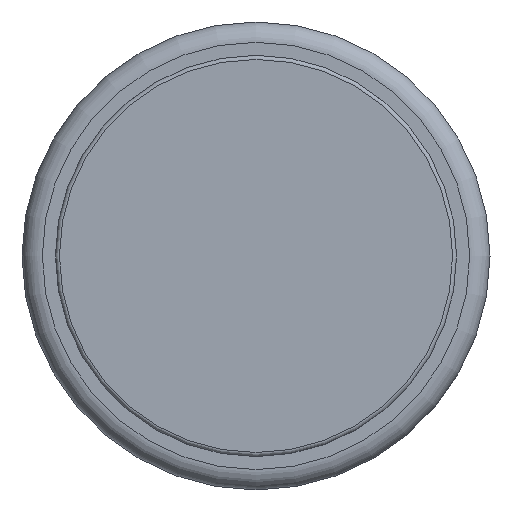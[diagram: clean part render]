
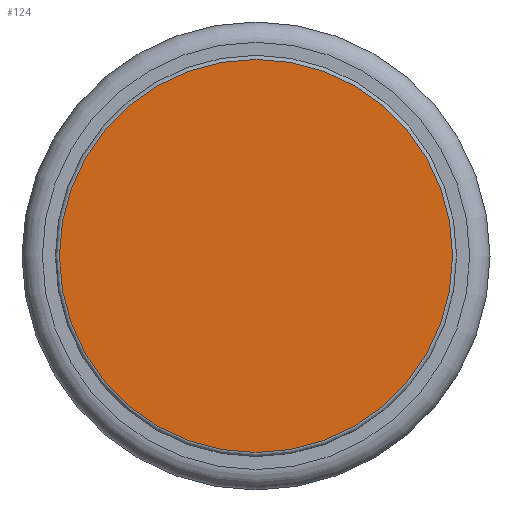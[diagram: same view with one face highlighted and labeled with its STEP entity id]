
A CAD part, top view. The second image highlights one B-rep face of the part: STEP entity #124.
In plain terms, the highlighted planar face has unit normal (0, 0, 1).
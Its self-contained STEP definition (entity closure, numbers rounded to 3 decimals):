
#124 = ADVANCED_FACE( '', ( #334 ), #335, .F. );
#334 = FACE_OUTER_BOUND( '', #693, .T. );
#335 = PLANE( '', #694 );
#693 = EDGE_LOOP( '', ( #2012 ) );
#694 = AXIS2_PLACEMENT_3D( '', #2013, #2014, #2015 );
#2012 = ORIENTED_EDGE( '', *, *, #2651, .T. );
#2013 = CARTESIAN_POINT( '', ( 9.85, 0., 85. ) );
#2014 = DIRECTION( '', ( 0., 0., -1. ) );
#2015 = DIRECTION( '', ( 1., 0., 0. ) );
#2651 = EDGE_CURVE( '', #2895, #2895, #2896, .F. );
#2895 = VERTEX_POINT( '', #3246 );
#2896 = CIRCLE( '', #3247, 9.65 );
#3246 = CARTESIAN_POINT( '', ( 9.65, 0., 85. ) );
#3247 = AXIS2_PLACEMENT_3D( '', #4196, #4197, #4198 );
#4196 = CARTESIAN_POINT( '', ( 0., 0., 85. ) );
#4197 = DIRECTION( '', ( 0., 0., -1. ) );
#4198 = DIRECTION( '', ( 1., 0., 0. ) );
